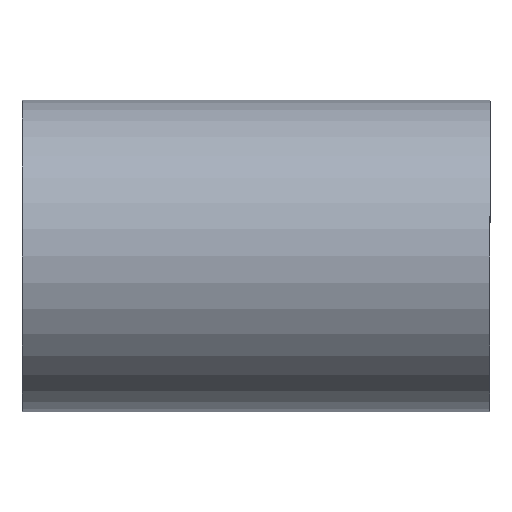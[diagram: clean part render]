
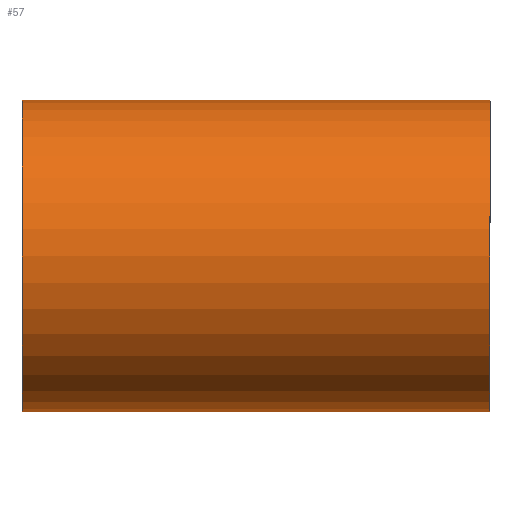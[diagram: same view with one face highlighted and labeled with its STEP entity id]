
A CAD part, front view. The second image highlights one B-rep face of the part: STEP entity #57.
In plain terms, the highlighted cylindrical face has radius 2.03 mm (diameter 4.06 mm), a partial arc.
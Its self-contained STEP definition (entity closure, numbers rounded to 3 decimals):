
#21 = EDGE_CURVE('',#22,#24,#26,.T.);
#22 = VERTEX_POINT('',#23);
#23 = CARTESIAN_POINT('',(1.05,0.,4.13));
#24 = VERTEX_POINT('',#25);
#25 = CARTESIAN_POINT('',(7.15,0.,4.13));
#26 = LINE('',#27,#28);
#27 = CARTESIAN_POINT('',(1.05,0.,4.13));
#28 = VECTOR('',#29,1.);
#29 = DIRECTION('',(1.,0.,0.));
#57 = ADVANCED_FACE('',(#58),#85,.T.);
#58 = FACE_BOUND('',#59,.T.);
#59 = EDGE_LOOP('',(#60,#69,#70,#79));
#60 = ORIENTED_EDGE('',*,*,#61,.F.);
#61 = EDGE_CURVE('',#24,#62,#64,.T.);
#62 = VERTEX_POINT('',#63);
#63 = CARTESIAN_POINT('',(7.15,0.,0.07));
#64 = CIRCLE('',#65,2.03);
#65 = AXIS2_PLACEMENT_3D('',#66,#67,#68);
#66 = CARTESIAN_POINT('',(7.15,0.,2.1));
#67 = DIRECTION('',(1.,0.,0.));
#68 = DIRECTION('',(0.,0.,-1.));
#69 = ORIENTED_EDGE('',*,*,#21,.F.);
#70 = ORIENTED_EDGE('',*,*,#71,.T.);
#71 = EDGE_CURVE('',#22,#72,#74,.T.);
#72 = VERTEX_POINT('',#73);
#73 = CARTESIAN_POINT('',(1.05,0.,0.07));
#74 = CIRCLE('',#75,2.03);
#75 = AXIS2_PLACEMENT_3D('',#76,#77,#78);
#76 = CARTESIAN_POINT('',(1.05,0.,2.1));
#77 = DIRECTION('',(1.,0.,0.));
#78 = DIRECTION('',(0.,0.,-1.));
#79 = ORIENTED_EDGE('',*,*,#80,.T.);
#80 = EDGE_CURVE('',#72,#62,#81,.T.);
#81 = LINE('',#82,#83);
#82 = CARTESIAN_POINT('',(1.05,0.,0.07));
#83 = VECTOR('',#84,1.);
#84 = DIRECTION('',(1.,0.,0.));
#85 = CYLINDRICAL_SURFACE('',#86,2.03);
#86 = AXIS2_PLACEMENT_3D('',#87,#88,#89);
#87 = CARTESIAN_POINT('',(1.05,0.,2.1));
#88 = DIRECTION('',(1.,0.,0.));
#89 = DIRECTION('',(0.,0.,-1.));
